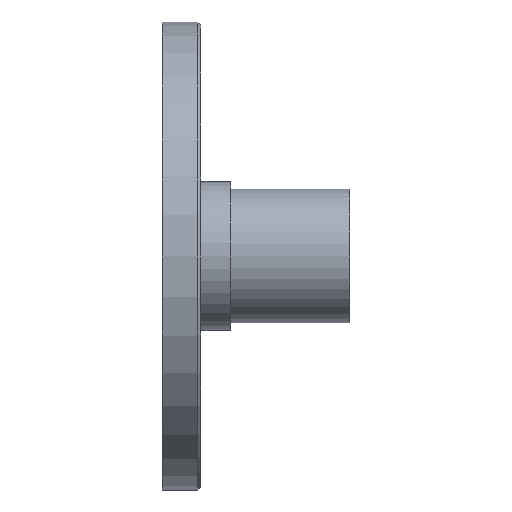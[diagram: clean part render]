
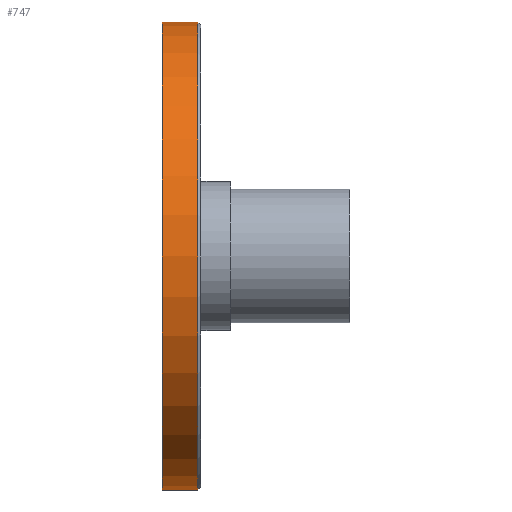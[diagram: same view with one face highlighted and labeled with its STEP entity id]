
A CAD part, left-side view. The second image highlights one B-rep face of the part: STEP entity #747.
In plain terms, the highlighted cylindrical face has radius 78.5 mm (diameter 157 mm), a full revolution.
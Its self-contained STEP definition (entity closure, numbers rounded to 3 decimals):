
#47 = CONICAL_SURFACE('',#48,78.5,0.785);
#48 = AXIS2_PLACEMENT_3D('',#49,#50,#51);
#49 = CARTESIAN_POINT('',(0.,-12.,0.));
#50 = DIRECTION('',(0.,1.,0.));
#51 = DIRECTION('',(1.,0.,0.));
#308 = VERTEX_POINT('',#309);
#309 = CARTESIAN_POINT('',(78.5,-12.,0.));
#332 = EDGE_CURVE('',#308,#308,#333,.T.);
#333 = SURFACE_CURVE('',#334,(#339,#346),.PCURVE_S1.);
#334 = CIRCLE('',#335,78.5);
#335 = AXIS2_PLACEMENT_3D('',#336,#337,#338);
#336 = CARTESIAN_POINT('',(0.,-12.,0.));
#337 = DIRECTION('',(0.,-1.,0.));
#338 = DIRECTION('',(1.,0.,0.));
#339 = PCURVE('',#47,#340);
#340 = DEFINITIONAL_REPRESENTATION('',(#341),#345);
#341 = LINE('',#342,#343);
#342 = CARTESIAN_POINT('',(-0.,0.));
#343 = VECTOR('',#344,1.);
#344 = DIRECTION('',(-1.,0.));
#345 = ( GEOMETRIC_REPRESENTATION_CONTEXT(2) 
PARAMETRIC_REPRESENTATION_CONTEXT() REPRESENTATION_CONTEXT('2D SPACE',''
  ) );
#346 = PCURVE('',#347,#352);
#347 = CYLINDRICAL_SURFACE('',#348,78.5);
#348 = AXIS2_PLACEMENT_3D('',#349,#350,#351);
#349 = CARTESIAN_POINT('',(0.,0.,0.));
#350 = DIRECTION('',(0.,1.,0.));
#351 = DIRECTION('',(1.,0.,0.));
#352 = DEFINITIONAL_REPRESENTATION('',(#353),#357);
#353 = LINE('',#354,#355);
#354 = CARTESIAN_POINT('',(-0.,-12.));
#355 = VECTOR('',#356,1.);
#356 = DIRECTION('',(-1.,0.));
#357 = ( GEOMETRIC_REPRESENTATION_CONTEXT(2) 
PARAMETRIC_REPRESENTATION_CONTEXT() REPRESENTATION_CONTEXT('2D SPACE',''
  ) );
#747 = ADVANCED_FACE('',(#748),#347,.T.);
#748 = FACE_BOUND('',#749,.F.);
#749 = EDGE_LOOP('',(#750,#773,#774,#775));
#750 = ORIENTED_EDGE('',*,*,#751,.T.);
#751 = EDGE_CURVE('',#752,#308,#754,.T.);
#752 = VERTEX_POINT('',#753);
#753 = CARTESIAN_POINT('',(78.5,0.,0.));
#754 = SEAM_CURVE('',#755,(#759,#766),.PCURVE_S1.);
#755 = LINE('',#756,#757);
#756 = CARTESIAN_POINT('',(78.5,0.,0.));
#757 = VECTOR('',#758,1.);
#758 = DIRECTION('',(0.,-1.,0.));
#759 = PCURVE('',#347,#760);
#760 = DEFINITIONAL_REPRESENTATION('',(#761),#765);
#761 = LINE('',#762,#763);
#762 = CARTESIAN_POINT('',(-0.,0.));
#763 = VECTOR('',#764,1.);
#764 = DIRECTION('',(-0.,-1.));
#765 = ( GEOMETRIC_REPRESENTATION_CONTEXT(2) 
PARAMETRIC_REPRESENTATION_CONTEXT() REPRESENTATION_CONTEXT('2D SPACE',''
  ) );
#766 = PCURVE('',#347,#767);
#767 = DEFINITIONAL_REPRESENTATION('',(#768),#772);
#768 = LINE('',#769,#770);
#769 = CARTESIAN_POINT('',(-6.283,0.));
#770 = VECTOR('',#771,1.);
#771 = DIRECTION('',(-0.,-1.));
#772 = ( GEOMETRIC_REPRESENTATION_CONTEXT(2) 
PARAMETRIC_REPRESENTATION_CONTEXT() REPRESENTATION_CONTEXT('2D SPACE',''
  ) );
#773 = ORIENTED_EDGE('',*,*,#332,.T.);
#774 = ORIENTED_EDGE('',*,*,#751,.F.);
#775 = ORIENTED_EDGE('',*,*,#776,.F.);
#776 = EDGE_CURVE('',#752,#752,#777,.T.);
#777 = SURFACE_CURVE('',#778,(#783,#790),.PCURVE_S1.);
#778 = CIRCLE('',#779,78.5);
#779 = AXIS2_PLACEMENT_3D('',#780,#781,#782);
#780 = CARTESIAN_POINT('',(0.,0.,0.));
#781 = DIRECTION('',(0.,-1.,0.));
#782 = DIRECTION('',(1.,0.,0.));
#783 = PCURVE('',#347,#784);
#784 = DEFINITIONAL_REPRESENTATION('',(#785),#789);
#785 = LINE('',#786,#787);
#786 = CARTESIAN_POINT('',(-0.,0.));
#787 = VECTOR('',#788,1.);
#788 = DIRECTION('',(-1.,0.));
#789 = ( GEOMETRIC_REPRESENTATION_CONTEXT(2) 
PARAMETRIC_REPRESENTATION_CONTEXT() REPRESENTATION_CONTEXT('2D SPACE',''
  ) );
#790 = PCURVE('',#791,#796);
#791 = PLANE('',#792);
#792 = AXIS2_PLACEMENT_3D('',#793,#794,#795);
#793 = CARTESIAN_POINT('',(0.,0.,0.));
#794 = DIRECTION('',(0.,1.,0.));
#795 = DIRECTION('',(0.,0.,1.));
#796 = DEFINITIONAL_REPRESENTATION('',(#797),#805);
#797 = ( BOUNDED_CURVE() B_SPLINE_CURVE(2,(#798,#799,#800,#801,#802,#803
,#804),.UNSPECIFIED.,.T.,.F.) B_SPLINE_CURVE_WITH_KNOTS((1,2,2,2,2,1),(
    -2.094,0.,2.094,4.189,6.283,
8.378),.UNSPECIFIED.) CURVE() GEOMETRIC_REPRESENTATION_ITEM() 
RATIONAL_B_SPLINE_CURVE((1.,0.5,1.,0.5,1.,0.5,1.)) REPRESENTATION_ITEM(
  '') );
#798 = CARTESIAN_POINT('',(0.,78.5));
#799 = CARTESIAN_POINT('',(135.966,78.5));
#800 = CARTESIAN_POINT('',(67.983,-39.25));
#801 = CARTESIAN_POINT('',(0.,-157.));
#802 = CARTESIAN_POINT('',(-67.983,-39.25));
#803 = CARTESIAN_POINT('',(-135.966,78.5));
#804 = CARTESIAN_POINT('',(0.,78.5));
#805 = ( GEOMETRIC_REPRESENTATION_CONTEXT(2) 
PARAMETRIC_REPRESENTATION_CONTEXT() REPRESENTATION_CONTEXT('2D SPACE',''
  ) );
